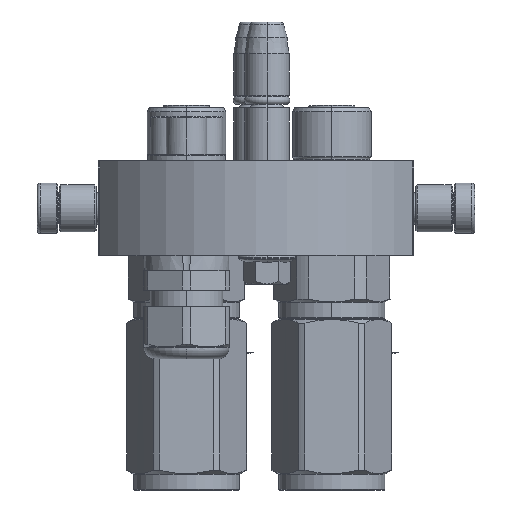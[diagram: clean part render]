
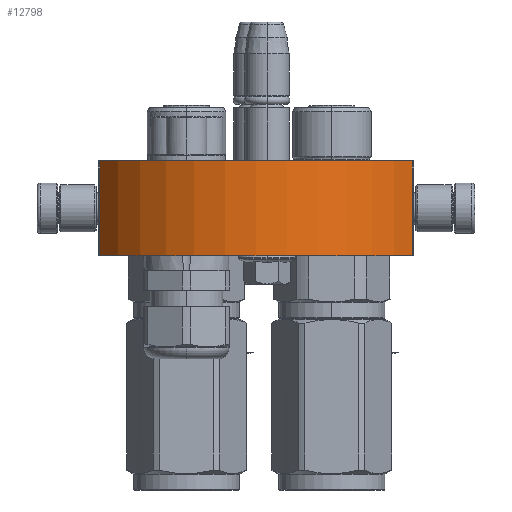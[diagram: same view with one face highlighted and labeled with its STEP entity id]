
A CAD part, left-side view. The second image highlights one B-rep face of the part: STEP entity #12798.
In plain terms, the highlighted cylindrical face has radius 57.25 mm (diameter 114.5 mm), a partial arc.
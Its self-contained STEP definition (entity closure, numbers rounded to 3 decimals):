
#3063 = CARTESIAN_POINT ( 'NONE',  ( -49.5, 0., -28.763 ) ) ;
#3452 = CIRCLE ( 'NONE', #56788, 57.25 ) ;
#4183 = DIRECTION ( 'NONE',  ( 0.865, 0., -0.502 ) ) ;
#5299 = CIRCLE ( 'NONE', #24616, 57.25 ) ;
#5344 = EDGE_CURVE ( 'NONE', #10813, #50088, #46807, .T. ) ;
#7464 = EDGE_CURVE ( 'NONE', #49069, #50088, #5299, .T. ) ;
#10813 = VERTEX_POINT ( 'NONE', #36068 ) ;
#12798 = ADVANCED_FACE ( 'NONE', ( #40700 ), #28123, .T. ) ;
#16993 = CARTESIAN_POINT ( 'NONE',  ( 49.5, 0., -28.763 ) ) ;
#19078 = VECTOR ( 'NONE', #33734, 1000. ) ;
#19408 = EDGE_CURVE ( 'NONE', #29879, #49069, #33328, .T. ) ;
#24616 = AXIS2_PLACEMENT_3D ( 'NONE', #25382, #36833, #4183 ) ;
#25382 = CARTESIAN_POINT ( 'NONE',  ( 0., 30., 0. ) ) ;
#25436 = AXIS2_PLACEMENT_3D ( 'NONE', #31526, #51916, #63119 ) ;
#25484 = EDGE_CURVE ( 'NONE', #29879, #10813, #3452, .T. ) ;
#27973 = EDGE_LOOP ( 'NONE', ( #39490, #45529, #33658, #54434 ) ) ;
#28123 = CYLINDRICAL_SURFACE ( 'NONE', #25436, 57.25 ) ;
#29879 = VERTEX_POINT ( 'NONE', #16993 ) ;
#31526 = CARTESIAN_POINT ( 'NONE',  ( 0., 0., 0. ) ) ;
#33328 = LINE ( 'NONE', #49668, #19078 ) ;
#33658 = ORIENTED_EDGE ( 'NONE', *, *, #25484, .T. ) ;
#33734 = DIRECTION ( 'NONE',  ( 0., 1., 0. ) ) ;
#35419 = CARTESIAN_POINT ( 'NONE',  ( 49.5, 30., -28.763 ) ) ;
#36068 = CARTESIAN_POINT ( 'NONE',  ( -49.5, 0., -28.763 ) ) ;
#36833 = DIRECTION ( 'NONE',  ( 0., 1., 0. ) ) ;
#39242 = DIRECTION ( 'NONE',  ( 0.865, 0., -0.502 ) ) ;
#39490 = ORIENTED_EDGE ( 'NONE', *, *, #7464, .F. ) ;
#40700 = FACE_OUTER_BOUND ( 'NONE', #27973, .T. ) ;
#45529 = ORIENTED_EDGE ( 'NONE', *, *, #19408, .F. ) ;
#46807 = LINE ( 'NONE', #3063, #59354 ) ;
#49069 = VERTEX_POINT ( 'NONE', #35419 ) ;
#49668 = CARTESIAN_POINT ( 'NONE',  ( 49.5, 0., -28.763 ) ) ;
#50088 = VERTEX_POINT ( 'NONE', #62040 ) ;
#51241 = DIRECTION ( 'NONE',  ( 0., 1., 0. ) ) ;
#51916 = DIRECTION ( 'NONE',  ( 0., -1., 0. ) ) ;
#54434 = ORIENTED_EDGE ( 'NONE', *, *, #5344, .T. ) ;
#55214 = CARTESIAN_POINT ( 'NONE',  ( 0., 0., 0. ) ) ;
#56788 = AXIS2_PLACEMENT_3D ( 'NONE', #55214, #65977, #39242 ) ;
#59354 = VECTOR ( 'NONE', #51241, 1000. ) ;
#62040 = CARTESIAN_POINT ( 'NONE',  ( -49.5, 30., -28.763 ) ) ;
#63119 = DIRECTION ( 'NONE',  ( 1., 0., 0. ) ) ;
#65977 = DIRECTION ( 'NONE',  ( 0., 1., 0. ) ) ;
